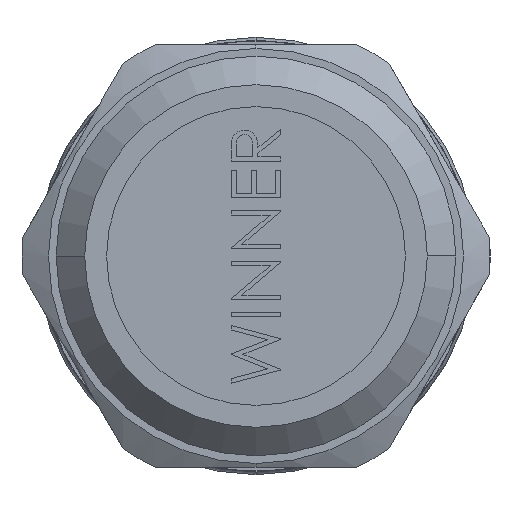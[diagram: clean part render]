
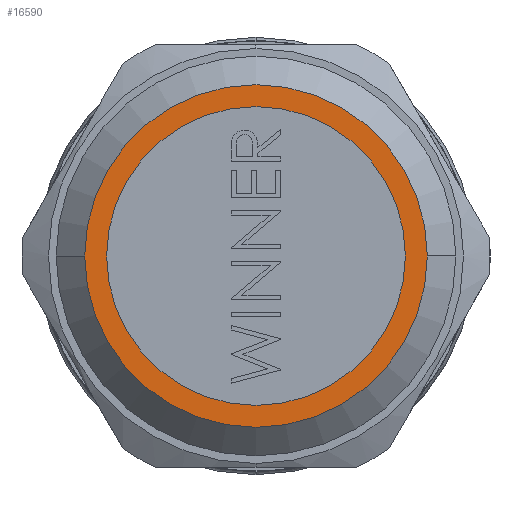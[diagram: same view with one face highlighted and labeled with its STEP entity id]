
A CAD part, left-side view. The second image highlights one B-rep face of the part: STEP entity #16590.
In plain terms, the highlighted planar face has unit normal (-1, 0, 0).
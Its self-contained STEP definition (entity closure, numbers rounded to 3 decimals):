
#1233 = DIRECTION ( 'NONE',  ( 0., 0., -1. ) ) ;
#1503 = VERTEX_POINT ( 'NONE', #13749 ) ;
#1685 = DIRECTION ( 'NONE',  ( 1., 0., 0. ) ) ;
#2627 = VERTEX_POINT ( 'NONE', #15626 ) ;
#2693 = DIRECTION ( 'NONE',  ( -1., 0., 0. ) ) ;
#2907 = DIRECTION ( 'NONE',  ( 0., 0., -1. ) ) ;
#3121 = DIRECTION ( 'NONE',  ( 0., -1., 0. ) ) ;
#3192 = FACE_BOUND ( 'NONE', #6545, .T. ) ;
#3421 = ORIENTED_EDGE ( 'NONE', *, *, #14763, .F. ) ;
#4551 = CARTESIAN_POINT ( 'NONE',  ( -24.65, 0., 0. ) ) ;
#4927 = VERTEX_POINT ( 'NONE', #5487 ) ;
#5171 = PLANE ( 'NONE',  #13171 ) ;
#5487 = CARTESIAN_POINT ( 'NONE',  ( -24.65, -9., 0. ) ) ;
#5643 = CARTESIAN_POINT ( 'NONE',  ( -24.65, 0., 7.85 ) ) ;
#6545 = EDGE_LOOP ( 'NONE', ( #3421, #11816 ) ) ;
#8606 = CARTESIAN_POINT ( 'NONE',  ( -24.65, 0., 0. ) ) ;
#9416 = FACE_OUTER_BOUND ( 'NONE', #15001, .T. ) ;
#10036 = AXIS2_PLACEMENT_3D ( 'NONE', #20339, #22163, #18458 ) ;
#11195 = CIRCLE ( 'NONE', #15811, 9. ) ;
#11816 = ORIENTED_EDGE ( 'NONE', *, *, #15918, .F. ) ;
#13171 = AXIS2_PLACEMENT_3D ( 'NONE', #22097, #13468, #3121 ) ;
#13468 = DIRECTION ( 'NONE',  ( -1., 0., 0. ) ) ;
#13749 = CARTESIAN_POINT ( 'NONE',  ( -24.65, 9., 0. ) ) ;
#14763 = EDGE_CURVE ( 'NONE', #2627, #16179, #18256, .T. ) ;
#15001 = EDGE_LOOP ( 'NONE', ( #21294, #20414 ) ) ;
#15111 = DIRECTION ( 'NONE',  ( -1., 0., 0. ) ) ;
#15626 = CARTESIAN_POINT ( 'NONE',  ( -24.65, 0., -7.85 ) ) ;
#15796 = CIRCLE ( 'NONE', #10036, 9. ) ;
#15811 = AXIS2_PLACEMENT_3D ( 'NONE', #8606, #1685, #20850 ) ;
#15918 = EDGE_CURVE ( 'NONE', #16179, #2627, #20528, .T. ) ;
#16179 = VERTEX_POINT ( 'NONE', #5643 ) ;
#16385 = AXIS2_PLACEMENT_3D ( 'NONE', #4551, #15111, #1233 ) ;
#16590 = ADVANCED_FACE ( 'NONE', ( #9416, #3192 ), #5171, .T. ) ;
#18256 = CIRCLE ( 'NONE', #16385, 7.85 ) ;
#18458 = DIRECTION ( 'NONE',  ( 0., 1., 0. ) ) ;
#19756 = CARTESIAN_POINT ( 'NONE',  ( -24.65, 0., 0. ) ) ;
#20339 = CARTESIAN_POINT ( 'NONE',  ( -24.65, 0., 0. ) ) ;
#20414 = ORIENTED_EDGE ( 'NONE', *, *, #20683, .F. ) ;
#20488 = EDGE_CURVE ( 'NONE', #1503, #4927, #15796, .T. ) ;
#20528 = CIRCLE ( 'NONE', #21433, 7.85 ) ;
#20683 = EDGE_CURVE ( 'NONE', #4927, #1503, #11195, .T. ) ;
#20850 = DIRECTION ( 'NONE',  ( 0., 1., 0. ) ) ;
#21294 = ORIENTED_EDGE ( 'NONE', *, *, #20488, .F. ) ;
#21433 = AXIS2_PLACEMENT_3D ( 'NONE', #19756, #2693, #2907 ) ;
#22097 = CARTESIAN_POINT ( 'NONE',  ( -24.65, 0., 0. ) ) ;
#22163 = DIRECTION ( 'NONE',  ( 1., 0., 0. ) ) ;
